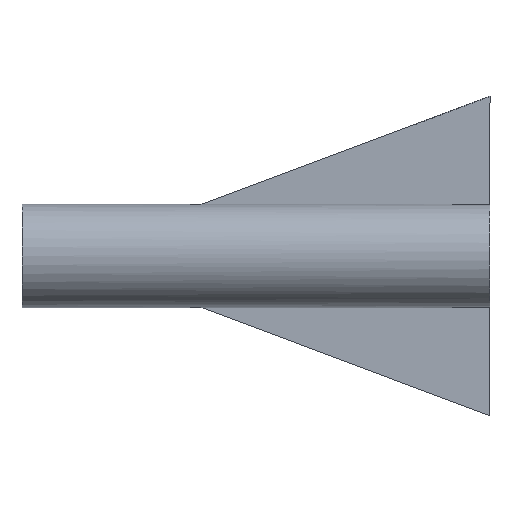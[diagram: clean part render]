
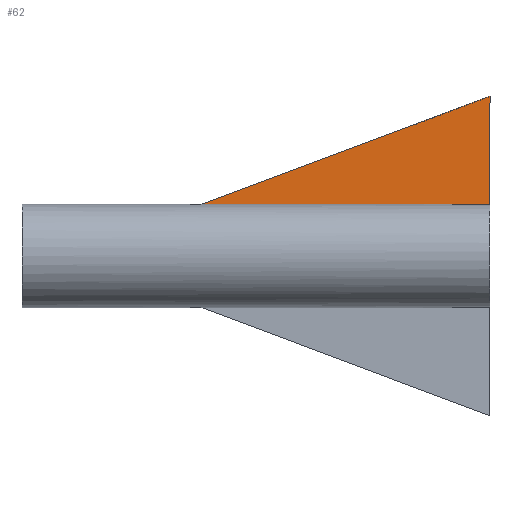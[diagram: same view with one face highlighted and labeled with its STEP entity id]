
A CAD part, left-side view. The second image highlights one B-rep face of the part: STEP entity #62.
In plain terms, the highlighted planar face has unit normal (-1, 0, 0).
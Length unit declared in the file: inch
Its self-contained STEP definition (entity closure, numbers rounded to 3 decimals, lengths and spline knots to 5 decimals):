
#44 = EDGE_CURVE ( 'NONE', #577, #420, #716, .T. ) ;
#51 = EDGE_CURVE ( 'NONE', #577, #425, #652, .T. ) ;
#62 = ADVANCED_FACE ( 'NONE', ( #646 ), #808, .F. ) ;
#73 = EDGE_CURVE ( 'NONE', #420, #887, #453, .T. ) ;
#79 = EDGE_CURVE ( 'NONE', #425, #887, #234, .T. ) ;
#118 = VECTOR ( 'NONE', #769, 39.37008 ) ;
#144 = VECTOR ( 'NONE', #649, 39.37008 ) ;
#158 = VECTOR ( 'NONE', #381, 39.37008 ) ;
#160 = AXIS2_PLACEMENT_3D ( 'NONE', #799, #651, #670 ) ;
#173 = VECTOR ( 'NONE', #377, 39.37008 ) ;
#211 = CARTESIAN_POINT ( 'NONE',  ( 1.375, 8.5, -7.06978 ) ) ;
#227 = CARTESIAN_POINT ( 'NONE',  ( 1.375, 8.5, -7.21434 ) ) ;
#234 = LINE ( 'NONE', #227, #173 ) ;
#244 = CARTESIAN_POINT ( 'NONE',  ( 1.375, 8.5, -7.06434 ) ) ;
#288 = CARTESIAN_POINT ( 'NONE',  ( 1.375, 0.5, -7.06978 ) ) ;
#322 = CARTESIAN_POINT ( 'NONE',  ( 1.375, 0.5, -4.06434 ) ) ;
#361 = CARTESIAN_POINT ( 'NONE',  ( 1.375, 8.5, -7.06434 ) ) ;
#377 = DIRECTION ( 'NONE',  ( 0., 0., 1. ) ) ;
#381 = DIRECTION ( 'NONE',  ( 0., 0.936, -0.351 ) ) ;
#420 = VERTEX_POINT ( 'NONE', #322 ) ;
#423 = ORIENTED_EDGE ( 'NONE', *, *, #79, .F. ) ;
#425 = VERTEX_POINT ( 'NONE', #211 ) ;
#453 = LINE ( 'NONE', #244, #158 ) ;
#474 = EDGE_LOOP ( 'NONE', ( #932, #885, #928, #423 ) ) ;
#577 = VERTEX_POINT ( 'NONE', #288 ) ;
#646 = FACE_OUTER_BOUND ( 'NONE', #474, .T. ) ;
#649 = DIRECTION ( 'NONE',  ( 0., 1., 0. ) ) ;
#651 = DIRECTION ( 'NONE',  ( 1., 0., 0. ) ) ;
#652 = LINE ( 'NONE', #719, #144 ) ;
#670 = DIRECTION ( 'NONE',  ( 0., 0., -1. ) ) ;
#716 = LINE ( 'NONE', #718, #118 ) ;
#718 = CARTESIAN_POINT ( 'NONE',  ( 1.375, 0.5, -7.06434 ) ) ;
#719 = CARTESIAN_POINT ( 'NONE',  ( 1.375, 49.375, -7.06978 ) ) ;
#769 = DIRECTION ( 'NONE',  ( 0., 0., 1. ) ) ;
#799 = CARTESIAN_POINT ( 'NONE',  ( 1.375, 8.5, -7.06434 ) ) ;
#808 = PLANE ( 'NONE',  #160 ) ;
#885 = ORIENTED_EDGE ( 'NONE', *, *, #44, .T. ) ;
#887 = VERTEX_POINT ( 'NONE', #361 ) ;
#928 = ORIENTED_EDGE ( 'NONE', *, *, #73, .T. ) ;
#932 = ORIENTED_EDGE ( 'NONE', *, *, #51, .F. ) ;
